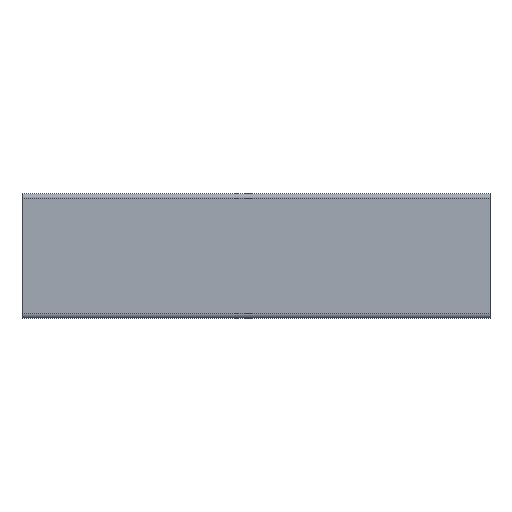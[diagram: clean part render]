
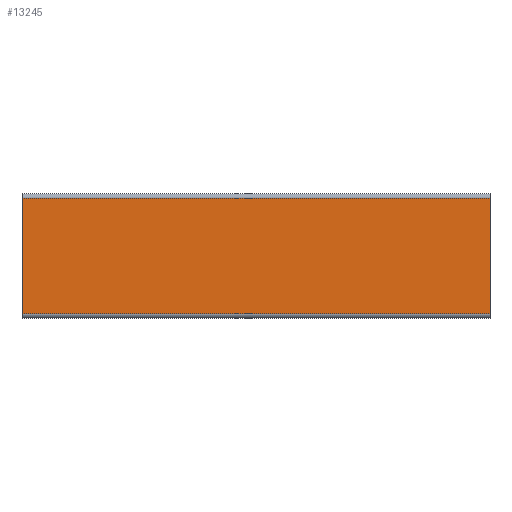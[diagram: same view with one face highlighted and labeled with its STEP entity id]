
A CAD part, left-side view. The second image highlights one B-rep face of the part: STEP entity #13245.
In plain terms, the highlighted face is planar.
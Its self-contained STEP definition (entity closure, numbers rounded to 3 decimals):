
#20 = CARTESIAN_POINT ( 'NONE',  ( 40., 37., -300. ) ) ;
#97 = ORIENTED_EDGE ( 'NONE', *, *, #13414, .F. ) ;
#103 = ORIENTED_EDGE ( 'NONE', *, *, #13400, .T. ) ;
#132 = ORIENTED_EDGE ( 'NONE', *, *, #13437, .T. ) ;
#138 = ORIENTED_EDGE ( 'NONE', *, *, #13459, .F. ) ;
#2067 = EDGE_LOOP ( 'NONE', ( #138, #97, #132, #103 ) ) ;
#2365 = VERTEX_POINT ( 'NONE', #20 ) ;
#2428 = VERTEX_POINT ( 'NONE', #14681 ) ;
#2430 = VERTEX_POINT ( 'NONE', #14682 ) ;
#2445 = VERTEX_POINT ( 'NONE', #14705 ) ;
#5931 = LINE ( 'NONE', #5970, #9776 ) ;
#5945 = DIRECTION ( 'NONE',  ( 0., 1., 0. ) ) ;
#5970 = CARTESIAN_POINT ( 'NONE',  ( 40., -37., 0. ) ) ;
#6629 = LINE ( 'NONE', #7003, #9765 ) ;
#7003 = CARTESIAN_POINT ( 'NONE',  ( 40., -37., -300. ) ) ;
#7154 = DIRECTION ( 'NONE',  ( 0., 1., 0. ) ) ;
#7184 = DIRECTION ( 'NONE',  ( 0., 0., -1. ) ) ;
#7187 = FACE_OUTER_BOUND ( 'NONE', #2067, .T. ) ;
#7204 = CARTESIAN_POINT ( 'NONE',  ( 40., -37., -300. ) ) ;
#7228 = DIRECTION ( 'NONE',  ( 1., 0., 0. ) ) ;
#7229 = PLANE ( 'NONE',  #9508 ) ;
#7927 = CARTESIAN_POINT ( 'NONE',  ( 40., 37., -300. ) ) ;
#7941 = LINE ( 'NONE', #7927, #9743 ) ;
#7944 = LINE ( 'NONE', #7981, #9770 ) ;
#7949 = DIRECTION ( 'NONE',  ( 0., 0., 1. ) ) ;
#7981 = CARTESIAN_POINT ( 'NONE',  ( 40., -37., -300. ) ) ;
#7992 = DIRECTION ( 'NONE',  ( 0., 0., 1. ) ) ;
#9508 = AXIS2_PLACEMENT_3D ( 'NONE', #7204, #7228, #7184 ) ;
#9743 = VECTOR ( 'NONE', #7949, 1000. ) ;
#9765 = VECTOR ( 'NONE', #7154, 1000. ) ;
#9770 = VECTOR ( 'NONE', #7992, 1000. ) ;
#9776 = VECTOR ( 'NONE', #5945, 1000. ) ;
#13245 = ADVANCED_FACE ( 'NONE', ( #7187 ), #7229, .T. ) ;
#13400 = EDGE_CURVE ( 'NONE', #2365, #2430, #7941, .T. ) ;
#13414 = EDGE_CURVE ( 'NONE', #2445, #2428, #7944, .T. ) ;
#13437 = EDGE_CURVE ( 'NONE', #2445, #2365, #6629, .T. ) ;
#13459 = EDGE_CURVE ( 'NONE', #2428, #2430, #5931, .T. ) ;
#14681 = CARTESIAN_POINT ( 'NONE',  ( 40., -37., 0. ) ) ;
#14682 = CARTESIAN_POINT ( 'NONE',  ( 40., 37., 0. ) ) ;
#14705 = CARTESIAN_POINT ( 'NONE',  ( 40., -37., -300. ) ) ;
